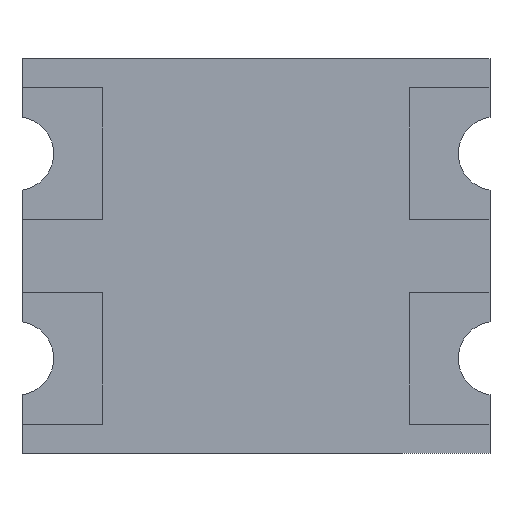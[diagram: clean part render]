
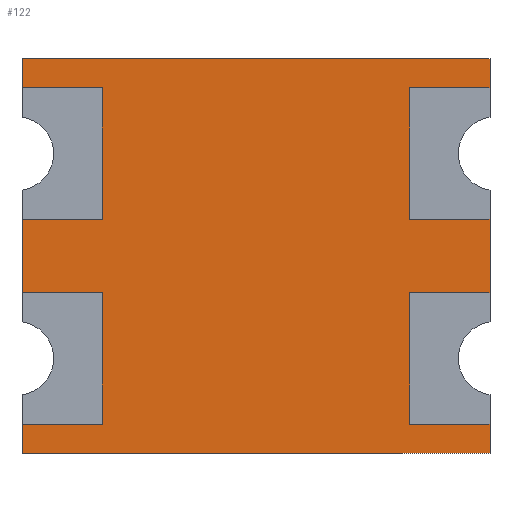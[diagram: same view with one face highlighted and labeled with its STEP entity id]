
A CAD part, front view. The second image highlights one B-rep face of the part: STEP entity #122.
In plain terms, the highlighted planar face has unit normal (0, -1, 0).
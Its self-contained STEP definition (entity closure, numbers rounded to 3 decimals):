
#122 = ADVANCED_FACE ( 'NONE', ( #16920 ), #17527, .T. ) ;
#505 = VERTEX_POINT ( 'NONE', #6699 ) ;
#506 = VERTEX_POINT ( 'NONE', #6700 ) ;
#509 = VERTEX_POINT ( 'NONE', #6703 ) ;
#511 = VERTEX_POINT ( 'NONE', #6705 ) ;
#512 = VERTEX_POINT ( 'NONE', #6706 ) ;
#513 = VERTEX_POINT ( 'NONE', #6707 ) ;
#514 = VERTEX_POINT ( 'NONE', #6708 ) ;
#515 = VERTEX_POINT ( 'NONE', #6709 ) ;
#516 = VERTEX_POINT ( 'NONE', #6710 ) ;
#517 = VERTEX_POINT ( 'NONE', #6711 ) ;
#1672 = EDGE_CURVE ( 'NONE', #4383, #4384, #21254, .T. ) ;
#3181 = EDGE_CURVE ( 'NONE', #505, #506, #10665, .T. ) ;
#3188 = EDGE_CURVE ( 'NONE', #511, #509, #10672, .T. ) ;
#3189 = EDGE_CURVE ( 'NONE', #505, #509, #11082, .T. ) ;
#3190 = EDGE_CURVE ( 'NONE', #512, #511, #11066, .T. ) ;
#3191 = EDGE_CURVE ( 'NONE', #4383, #512, #10673, .T. ) ;
#3192 = EDGE_CURVE ( 'NONE', #4384, #513, #10674, .T. ) ;
#3193 = EDGE_CURVE ( 'NONE', #513, #514, #11088, .T. ) ;
#3194 = EDGE_CURVE ( 'NONE', #514, #515, #10675, .T. ) ;
#3195 = EDGE_CURVE ( 'NONE', #516, #515, #11084, .T. ) ;
#3196 = EDGE_CURVE ( 'NONE', #516, #517, #10676, .T. ) ;
#3197 = EDGE_CURVE ( 'NONE', #506, #517, #10677, .T. ) ;
#3592 = EDGE_LOOP ( 'NONE', ( #4074, #4076, #4075, #4077, #4079, #4078, #4080, #4082, #4081, #4083, #4084, #4085 ) ) ;
#4074 = ORIENTED_EDGE ( 'NONE', *, *, #3181, .F. ) ;
#4075 = ORIENTED_EDGE ( 'NONE', *, *, #3188, .F. ) ;
#4076 = ORIENTED_EDGE ( 'NONE', *, *, #3189, .T. ) ;
#4077 = ORIENTED_EDGE ( 'NONE', *, *, #3190, .F. ) ;
#4078 = ORIENTED_EDGE ( 'NONE', *, *, #1672, .T. ) ;
#4079 = ORIENTED_EDGE ( 'NONE', *, *, #3191, .F. ) ;
#4080 = ORIENTED_EDGE ( 'NONE', *, *, #3192, .T. ) ;
#4081 = ORIENTED_EDGE ( 'NONE', *, *, #3194, .T. ) ;
#4082 = ORIENTED_EDGE ( 'NONE', *, *, #3193, .T. ) ;
#4083 = ORIENTED_EDGE ( 'NONE', *, *, #3195, .F. ) ;
#4084 = ORIENTED_EDGE ( 'NONE', *, *, #3196, .T. ) ;
#4085 = ORIENTED_EDGE ( 'NONE', *, *, #3197, .F. ) ;
#4383 = VERTEX_POINT ( 'NONE', #13323 ) ;
#4384 = VERTEX_POINT ( 'NONE', #13324 ) ;
#6481 = VECTOR ( 'NONE', #7284, 1000. ) ;
#6486 = AXIS2_PLACEMENT_3D ( 'NONE', #17528, #17529, #17530 ) ;
#6699 = CARTESIAN_POINT ( 'NONE',  ( 1.6, -0.25, -0.949 ) ) ;
#6700 = CARTESIAN_POINT ( 'NONE',  ( 1.6, -0.25, -1.35 ) ) ;
#6703 = CARTESIAN_POINT ( 'NONE',  ( 1.6, -0.25, -0.451 ) ) ;
#6705 = CARTESIAN_POINT ( 'NONE',  ( 1.6, -0.25, 0.451 ) ) ;
#6706 = CARTESIAN_POINT ( 'NONE',  ( 1.6, -0.25, 0.949 ) ) ;
#6707 = CARTESIAN_POINT ( 'NONE',  ( -1.6, -0.25, 0.949 ) ) ;
#6708 = CARTESIAN_POINT ( 'NONE',  ( -1.6, -0.25, 0.451 ) ) ;
#6709 = CARTESIAN_POINT ( 'NONE',  ( -1.6, -0.25, -0.451 ) ) ;
#6710 = CARTESIAN_POINT ( 'NONE',  ( -1.6, -0.25, -0.949 ) ) ;
#6711 = CARTESIAN_POINT ( 'NONE',  ( -1.6, -0.25, -1.35 ) ) ;
#7283 = CARTESIAN_POINT ( 'NONE',  ( -2.84, -0.25, 1.35 ) ) ;
#7284 = DIRECTION ( 'NONE',  ( -1., 0., 0. ) ) ;
#10665 = LINE ( 'NONE', #11435, #11076 ) ;
#10672 = LINE ( 'NONE', #11449, #11085 ) ;
#10673 = LINE ( 'NONE', #11457, #11089 ) ;
#10674 = LINE ( 'NONE', #11459, #11090 ) ;
#10675 = LINE ( 'NONE', #11464, #11093 ) ;
#10676 = LINE ( 'NONE', #11469, #11095 ) ;
#10677 = LINE ( 'NONE', #11471, #11097 ) ;
#11066 = CIRCLE ( 'NONE', #11087, 0.251 ) ;
#11076 = VECTOR ( 'NONE', #11436, 1000. ) ;
#11082 = CIRCLE ( 'NONE', #11086, 0.251 ) ;
#11084 = CIRCLE ( 'NONE', #11094, 0.251 ) ;
#11085 = VECTOR ( 'NONE', #11450, 1000. ) ;
#11086 = AXIS2_PLACEMENT_3D ( 'NONE', #11451, #11452, #11453 ) ;
#11087 = AXIS2_PLACEMENT_3D ( 'NONE', #11454, #11455, #11456 ) ;
#11088 = CIRCLE ( 'NONE', #11091, 0.251 ) ;
#11089 = VECTOR ( 'NONE', #11458, 1000. ) ;
#11090 = VECTOR ( 'NONE', #11460, 1000. ) ;
#11091 = AXIS2_PLACEMENT_3D ( 'NONE', #11461, #11462, #11463 ) ;
#11093 = VECTOR ( 'NONE', #11465, 1000. ) ;
#11094 = AXIS2_PLACEMENT_3D ( 'NONE', #11466, #11467, #11468 ) ;
#11095 = VECTOR ( 'NONE', #11470, 1000. ) ;
#11097 = VECTOR ( 'NONE', #11472, 1000. ) ;
#11435 = CARTESIAN_POINT ( 'NONE',  ( 1.6, -0.25, 1.35 ) ) ;
#11436 = DIRECTION ( 'NONE',  ( 0., 0., -1. ) ) ;
#11449 = CARTESIAN_POINT ( 'NONE',  ( 1.6, -0.25, 1.35 ) ) ;
#11450 = DIRECTION ( 'NONE',  ( 0., 0., -1. ) ) ;
#11451 = CARTESIAN_POINT ( 'NONE',  ( 1.634, -0.25, -0.7 ) ) ;
#11452 = DIRECTION ( 'NONE',  ( 0., 1., 0. ) ) ;
#11453 = DIRECTION ( 'NONE',  ( 0., 0., -1. ) ) ;
#11454 = CARTESIAN_POINT ( 'NONE',  ( 1.634, -0.25, 0.7 ) ) ;
#11455 = DIRECTION ( 'NONE',  ( 0., -1., 0. ) ) ;
#11456 = DIRECTION ( 'NONE',  ( 0., 0., -1. ) ) ;
#11457 = CARTESIAN_POINT ( 'NONE',  ( 1.6, -0.25, 1.35 ) ) ;
#11458 = DIRECTION ( 'NONE',  ( 0., 0., -1. ) ) ;
#11459 = CARTESIAN_POINT ( 'NONE',  ( -1.6, -0.25, 1.35 ) ) ;
#11460 = DIRECTION ( 'NONE',  ( 0., 0., -1. ) ) ;
#11461 = CARTESIAN_POINT ( 'NONE',  ( -1.634, -0.25, 0.7 ) ) ;
#11462 = DIRECTION ( 'NONE',  ( 0., 1., 0. ) ) ;
#11463 = DIRECTION ( 'NONE',  ( 0., 0., -1. ) ) ;
#11464 = CARTESIAN_POINT ( 'NONE',  ( -1.6, -0.25, 1.35 ) ) ;
#11465 = DIRECTION ( 'NONE',  ( 0., 0., -1. ) ) ;
#11466 = CARTESIAN_POINT ( 'NONE',  ( -1.634, -0.25, -0.7 ) ) ;
#11467 = DIRECTION ( 'NONE',  ( 0., -1., 0. ) ) ;
#11468 = DIRECTION ( 'NONE',  ( 0., 0., -1. ) ) ;
#11469 = CARTESIAN_POINT ( 'NONE',  ( -1.6, -0.25, 1.35 ) ) ;
#11470 = DIRECTION ( 'NONE',  ( 0., 0., -1. ) ) ;
#11471 = CARTESIAN_POINT ( 'NONE',  ( -2.84, -0.25, -1.35 ) ) ;
#11472 = DIRECTION ( 'NONE',  ( -1., 0., 0. ) ) ;
#13323 = CARTESIAN_POINT ( 'NONE',  ( 1.6, -0.25, 1.35 ) ) ;
#13324 = CARTESIAN_POINT ( 'NONE',  ( -1.6, -0.25, 1.35 ) ) ;
#16920 = FACE_OUTER_BOUND ( 'NONE', #3592, .T. ) ;
#17527 = PLANE ( 'NONE',  #6486 ) ;
#17528 = CARTESIAN_POINT ( 'NONE',  ( -2.84, -0.25, 1.35 ) ) ;
#17529 = DIRECTION ( 'NONE',  ( 0., -1., 0. ) ) ;
#17530 = DIRECTION ( 'NONE',  ( 0., 0., -1. ) ) ;
#21254 = LINE ( 'NONE', #7283, #6481 ) ;
